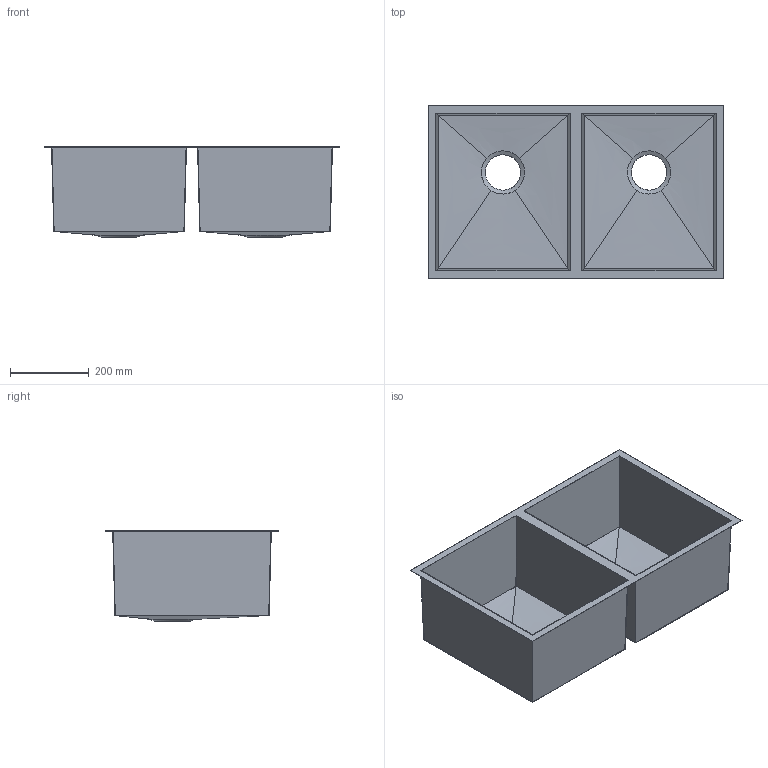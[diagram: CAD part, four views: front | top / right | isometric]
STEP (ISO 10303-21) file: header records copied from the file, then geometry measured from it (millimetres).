
FILE_DESCRIPTION(/* description */ (''),/* implementation_level */ '2;1');
FILE_NAME(/* name */ '8400C',/* time_stamp */ '2020-03-09T14:46:06+08:00',/* author */ (''),/* organization */ (''),/* preprocessor_version */ 'ST-DEVELOPER v9',/* originating_system */ 'UGS - NX 4.0',/* authorisation */ '');
FILE_SCHEMA (('AUTOMOTIVE_DESIGN { 1 0 10303 214 1 1 1 1 }'));
Length unit declared in the file: millimetre
Products named in the file (1): Admi97FEwxqq
Bounding box: 750 x 440 x 230 mm (x, y, z)
Volume: 931067.6 mm3; surface area: 1859473.5 mm2
Topology: 1 solids, 1 shells, 46 faces, 166 edges, 124 vertices
Faces by surface type: plane 24, bspline 20, extrusion 2
Entity records: 4099 total; most frequent: CARTESIAN_POINT 2967, ORIENTED_EDGE 308, EDGE_CURVE 154, VERTEX_POINT 118, B_SPLINE_CURVE_WITH_KNOTS 107, DIRECTION 96, EDGE_LOOP 58, ADVANCED_FACE 46
